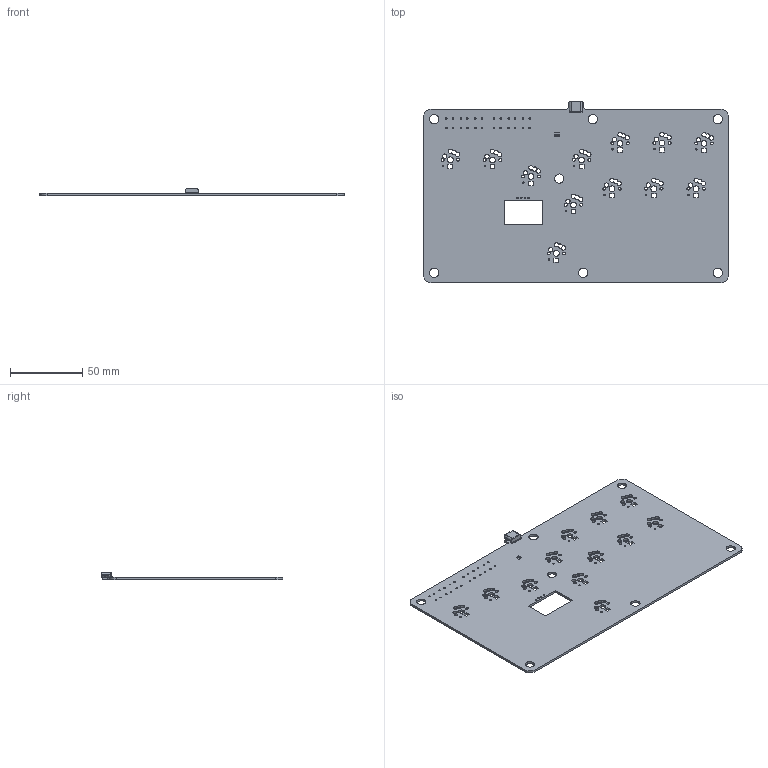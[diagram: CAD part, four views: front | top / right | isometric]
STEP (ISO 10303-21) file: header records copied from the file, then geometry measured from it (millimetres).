
FILE_DESCRIPTION(('KiCad electronic assembly'),'2;1');
FILE_NAME('Flatbox-RGB-OLED.step','2022-11-07T00:30:37',('Pcbnew'),( 'Kicad'),'Open CASCADE STEP processor 7.5','KiCad to STEP converter' ,'Unknown');
FILE_SCHEMA(('AUTOMOTIVE_DESIGN { 1 0 10303 214 1 1 1 1 }'));
Length unit declared in the file: millimetre
Products named in the file (4): Flatbox-RGB-OLED 1; HRO  TYPE-C-31-M-12; SOLID; _autosave-Flatbox-rev4 PCB
Assembly tree (3 placements, depth 3):
  Flatbox-RGB-OLED 1
    HRO  TYPE-C-31-M-12
      SOLID
    _autosave-Flatbox-rev4 PCB
Bounding box: 210 x 125.5 x 4.86 mm (x, y, z)
Volume: 38251.8 mm3; surface area: 51162.4 mm2
Topology: 2 solids, 2 shells, 446 faces, 1294 edges, 856 vertices
Faces by surface type: cylinder 240, bspline 136, plane 70
Full cylindrical faces by diameter (mm): 0.35 x9, 0.65 x2, 0.991 x12, 1 x4, 1.1 x24, 3 x12, 3.988 x12, 6.4 x7
Entity records: 32744 total; most frequent: CARTESIAN_POINT 10250, DIRECTION 3208, ORIENTED_EDGE 2588, PCURVE 2588, DEFINITIONAL_REPRESENTATION 2588, LINE 1620, VECTOR 1620, EDGE_CURVE 1294
